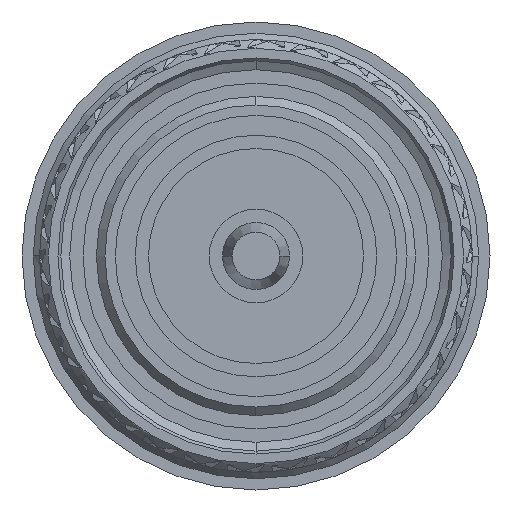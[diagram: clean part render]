
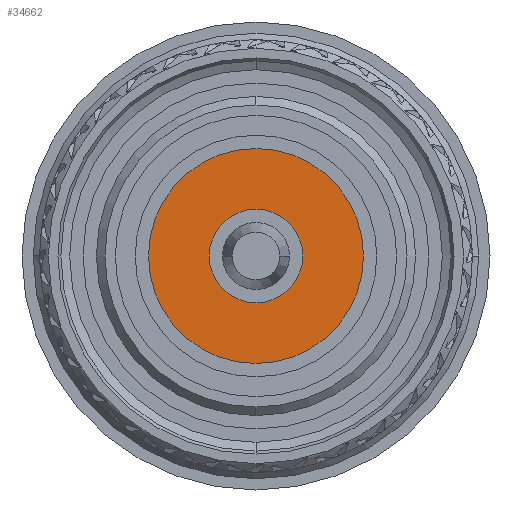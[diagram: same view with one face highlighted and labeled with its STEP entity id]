
A CAD part, left-side view. The second image highlights one B-rep face of the part: STEP entity #34662.
In plain terms, the highlighted planar face has unit normal (1, 0, 0).
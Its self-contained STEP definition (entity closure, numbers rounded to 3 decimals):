
#83 = EDGE_LOOP ( 'NONE', ( #45878, #19821 ) ) ;
#742 = DIRECTION ( 'NONE',  ( 0., 0., -1. ) ) ;
#814 = EDGE_CURVE ( 'NONE', #14430, #42821, #73202, .T. ) ;
#833 = CARTESIAN_POINT ( 'NONE',  ( -28.957, 0., -15. ) ) ;
#1351 = VERTEX_POINT ( 'NONE', #833 ) ;
#1438 = CARTESIAN_POINT ( 'NONE',  ( -28.957, 2.866, 1.873 ) ) ;
#2058 = ORIENTED_EDGE ( 'NONE', *, *, #82249, .F. ) ;
#7694 = CARTESIAN_POINT ( 'NONE',  ( -28.957, 0., -3.49 ) ) ;
#11242 = EDGE_CURVE ( 'NONE', #1351, #20280, #78210, .T. ) ;
#13749 = FACE_OUTER_BOUND ( 'NONE', #13774, .T. ) ;
#13774 = EDGE_LOOP ( 'NONE', ( #79374, #2058 ) ) ;
#14430 = VERTEX_POINT ( 'NONE', #61011 ) ;
#19821 = ORIENTED_EDGE ( 'NONE', *, *, #30822, .T. ) ;
#20097 = DIRECTION ( 'NONE',  ( -1., 0., 0. ) ) ;
#20280 = VERTEX_POINT ( 'NONE', #67492 ) ;
#22189 = DIRECTION ( 'NONE',  ( -1., 0., 0. ) ) ;
#22844 = DIRECTION ( 'NONE',  ( -1., 0., 0. ) ) ;
#26898 = DIRECTION ( 'NONE',  ( 1., 0., 0. ) ) ;
#30822 = EDGE_CURVE ( 'NONE', #42821, #14430, #48550, .T. ) ;
#34662 = ADVANCED_FACE ( 'NONE', ( #13749, #41547 ), #64800, .T. ) ;
#38737 = DIRECTION ( 'NONE',  ( -1., 0., 0. ) ) ;
#40653 = AXIS2_PLACEMENT_3D ( 'NONE', #1438, #26898, #71219 ) ;
#40699 = AXIS2_PLACEMENT_3D ( 'NONE', #76654, #38737, #742 ) ;
#41547 = FACE_BOUND ( 'NONE', #83, .T. ) ;
#42821 = VERTEX_POINT ( 'NONE', #7694 ) ;
#43178 = AXIS2_PLACEMENT_3D ( 'NONE', #60117, #22189, #66485 ) ;
#45878 = ORIENTED_EDGE ( 'NONE', *, *, #814, .T. ) ;
#46527 = AXIS2_PLACEMENT_3D ( 'NONE', #60784, #22844, #67145 ) ;
#48550 = CIRCLE ( 'NONE', #74151, 3.49 ) ;
#58026 = CARTESIAN_POINT ( 'NONE',  ( -28.957, 0., 0. ) ) ;
#60117 = CARTESIAN_POINT ( 'NONE',  ( -28.957, 0., 0. ) ) ;
#60784 = CARTESIAN_POINT ( 'NONE',  ( -28.957, 0., 0. ) ) ;
#61011 = CARTESIAN_POINT ( 'NONE',  ( -28.957, 0., 3.49 ) ) ;
#64368 = DIRECTION ( 'NONE',  ( 0., 0., 1. ) ) ;
#64800 = PLANE ( 'NONE',  #40653 ) ;
#66485 = DIRECTION ( 'NONE',  ( 0., 0., -1. ) ) ;
#67145 = DIRECTION ( 'NONE',  ( 0., 0., 1. ) ) ;
#67492 = CARTESIAN_POINT ( 'NONE',  ( -28.957, 0., 15. ) ) ;
#71219 = DIRECTION ( 'NONE',  ( 0., 1., 0. ) ) ;
#73202 = CIRCLE ( 'NONE', #46527, 3.49 ) ;
#74128 = CIRCLE ( 'NONE', #40699, 15. ) ;
#74151 = AXIS2_PLACEMENT_3D ( 'NONE', #58026, #20097, #64368 ) ;
#76654 = CARTESIAN_POINT ( 'NONE',  ( -28.957, 0., 0. ) ) ;
#78210 = CIRCLE ( 'NONE', #43178, 15. ) ;
#79374 = ORIENTED_EDGE ( 'NONE', *, *, #11242, .F. ) ;
#82249 = EDGE_CURVE ( 'NONE', #20280, #1351, #74128, .T. ) ;
